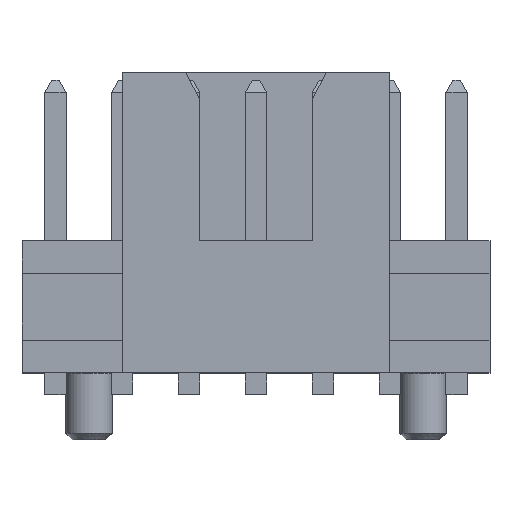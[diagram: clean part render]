
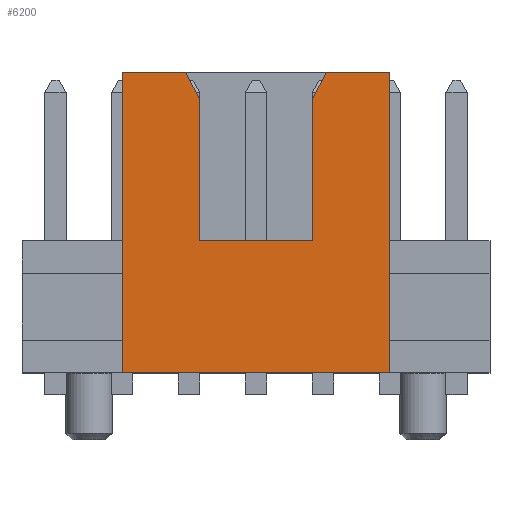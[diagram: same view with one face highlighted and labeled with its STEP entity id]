
A CAD part, top view. The second image highlights one B-rep face of the part: STEP entity #6200.
In plain terms, the highlighted planar face has unit normal (0, 0, 1).
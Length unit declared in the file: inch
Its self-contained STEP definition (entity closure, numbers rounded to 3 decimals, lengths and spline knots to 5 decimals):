
#80=ORIENTED_EDGE('',*,*,#1900,.T.);
#81=ORIENTED_EDGE('',*,*,#1901,.T.);
#82=ORIENTED_EDGE('',*,*,#1902,.T.);
#83=ORIENTED_EDGE('',*,*,#1903,.T.);
#84=ORIENTED_EDGE('',*,*,#1904,.F.);
#85=ORIENTED_EDGE('',*,*,#1905,.F.);
#86=ORIENTED_EDGE('',*,*,#1906,.T.);
#87=ORIENTED_EDGE('',*,*,#1907,.T.);
#88=ORIENTED_EDGE('',*,*,#1908,.T.);
#89=ORIENTED_EDGE('',*,*,#1909,.T.);
#1900=EDGE_CURVE('',#2810,#2811,#3396,.T.);
#1901=EDGE_CURVE('',#2811,#2812,#3397,.T.);
#1902=EDGE_CURVE('',#2812,#2813,#3398,.T.);
#1903=EDGE_CURVE('',#2813,#2814,#3399,.T.);
#1904=EDGE_CURVE('',#2815,#2814,#3400,.T.);
#1905=EDGE_CURVE('',#2816,#2815,#3401,.T.);
#1906=EDGE_CURVE('',#2816,#2817,#3402,.T.);
#1907=EDGE_CURVE('',#2817,#2818,#3403,.T.);
#1908=EDGE_CURVE('',#2818,#2819,#3404,.T.);
#1909=EDGE_CURVE('',#2819,#2810,#3405,.T.);
#2810=VERTEX_POINT('',#8583);
#2811=VERTEX_POINT('',#8584);
#2812=VERTEX_POINT('',#8586);
#2813=VERTEX_POINT('',#8588);
#2814=VERTEX_POINT('',#8590);
#2815=VERTEX_POINT('',#8592);
#2816=VERTEX_POINT('',#8594);
#2817=VERTEX_POINT('',#8596);
#2818=VERTEX_POINT('',#8598);
#2819=VERTEX_POINT('',#8600);
#3396=LINE('',#8582,#4272);
#3397=LINE('',#8585,#4273);
#3398=LINE('',#8587,#4274);
#3399=LINE('',#8589,#4275);
#3400=LINE('',#8591,#4276);
#3401=LINE('',#8593,#4277);
#3402=LINE('',#8595,#4278);
#3403=LINE('',#8597,#4279);
#3404=LINE('',#8599,#4280);
#3405=LINE('',#8601,#4281);
#4272=VECTOR('',#6956,39.37008);
#4273=VECTOR('',#6957,39.37008);
#4274=VECTOR('',#6958,39.37008);
#4275=VECTOR('',#6959,39.37008);
#4276=VECTOR('',#6960,39.37008);
#4277=VECTOR('',#6961,39.37008);
#4278=VECTOR('',#6962,39.37008);
#4279=VECTOR('',#6963,39.37008);
#4280=VECTOR('',#6964,39.37008);
#4281=VECTOR('',#6965,39.37008);
#5148=EDGE_LOOP('',(#80,#81,#82,#83,#84,#85,#86,#87,#88,#89));
#5514=FACE_BOUND('',#5148,.T.);
#5880=PLANE('',#6577);
#6200=ADVANCED_FACE('',(#5514),#5880,.T.);
#6577=AXIS2_PLACEMENT_3D('',#8581,#6954,#6955);
#6954=DIRECTION('',(0.,0.,1.));
#6955=DIRECTION('',(1.,0.,0.));
#6956=DIRECTION('',(0.,1.,0.));
#6957=DIRECTION('',(-0.447,0.894,0.));
#6958=DIRECTION('',(-1.,0.,0.));
#6959=DIRECTION('',(0.,-1.,0.));
#6960=DIRECTION('',(-1.,0.,0.));
#6961=DIRECTION('',(0.,-1.,0.));
#6962=DIRECTION('',(-1.,0.,0.));
#6963=DIRECTION('',(-0.447,-0.894,0.));
#6964=DIRECTION('',(0.,-1.,0.));
#6965=DIRECTION('',(-1.,0.,0.));
#8581=CARTESIAN_POINT('',(0.1,0.005,0.1));
#8582=CARTESIAN_POINT('',(-0.0425,0.005,0.1));
#8583=CARTESIAN_POINT('',(-0.0425,0.099,0.1));
#8584=CARTESIAN_POINT('',(-0.0425,0.205,0.1));
#8585=CARTESIAN_POINT('',(0.066,-0.012,0.1));
#8586=CARTESIAN_POINT('',(-0.0525,0.225,0.1));
#8587=CARTESIAN_POINT('',(0.1,0.225,0.1));
#8588=CARTESIAN_POINT('',(-0.1,0.225,0.1));
#8589=CARTESIAN_POINT('',(-0.1,0.005,0.1));
#8590=CARTESIAN_POINT('',(-0.1,0.,0.1));
#8591=CARTESIAN_POINT('',(0.1,0.,0.1));
#8592=CARTESIAN_POINT('',(0.1,0.,0.1));
#8593=CARTESIAN_POINT('',(0.1,0.005,0.1));
#8594=CARTESIAN_POINT('',(0.1,0.225,0.1));
#8595=CARTESIAN_POINT('',(0.1,0.225,0.1));
#8596=CARTESIAN_POINT('',(0.0525,0.225,0.1));
#8597=CARTESIAN_POINT('',(-0.026,0.068,0.1));
#8598=CARTESIAN_POINT('',(0.0425,0.205,0.1));
#8599=CARTESIAN_POINT('',(0.0425,0.005,0.1));
#8600=CARTESIAN_POINT('',(0.0425,0.099,0.1));
#8601=CARTESIAN_POINT('',(0.1,0.099,0.1));
